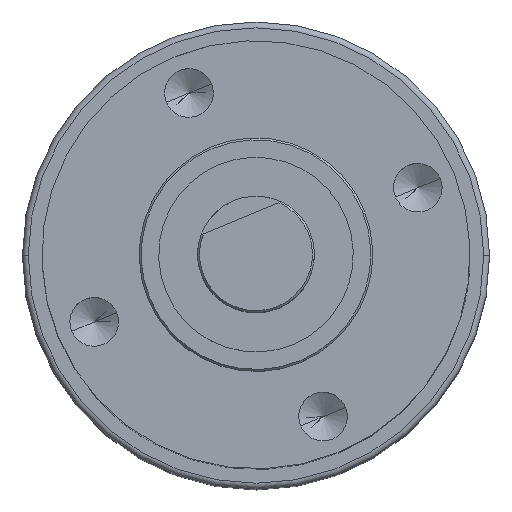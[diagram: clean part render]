
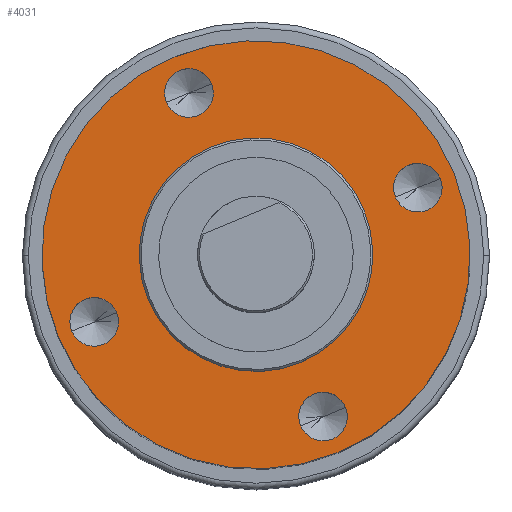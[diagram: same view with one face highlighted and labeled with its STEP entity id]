
A CAD part, top view. The second image highlights one B-rep face of the part: STEP entity #4031.
In plain terms, the highlighted face is planar.
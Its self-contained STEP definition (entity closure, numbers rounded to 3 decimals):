
#37 = EDGE_CURVE ( 'NONE', #2865, #5459, #4163, .T. ) ;
#42 = CIRCLE ( 'NONE', #1948, 1.25 ) ;
#45 = CARTESIAN_POINT ( 'NONE',  ( 7.75, 0., 0. ) ) ;
#76 = DIRECTION ( 'NONE',  ( -1., 0., 0. ) ) ;
#86 = DIRECTION ( 'NONE',  ( -1., 0., 0. ) ) ;
#192 = DIRECTION ( 'NONE',  ( -1., 0., 0. ) ) ;
#240 = EDGE_LOOP ( 'NONE', ( #1802, #5150 ) ) ;
#259 = DIRECTION ( 'NONE',  ( 1., 0., 0. ) ) ;
#280 = ORIENTED_EDGE ( 'NONE', *, *, #5754, .T. ) ;
#340 = VERTEX_POINT ( 'NONE', #5136 ) ;
#448 = DIRECTION ( 'NONE',  ( 0., 0., 1. ) ) ;
#541 = DIRECTION ( 'NONE',  ( 0., 0., 1. ) ) ;
#568 = VERTEX_POINT ( 'NONE', #5361 ) ;
#617 = ORIENTED_EDGE ( 'NONE', *, *, #3422, .T. ) ;
#676 = EDGE_CURVE ( 'NONE', #1210, #3356, #3415, .T. ) ;
#752 = VERTEX_POINT ( 'NONE', #1676 ) ;
#793 = CARTESIAN_POINT ( 'NONE',  ( 1.25, 9., 0. ) ) ;
#853 = FACE_OUTER_BOUND ( 'NONE', #240, .T. ) ;
#1011 = VERTEX_POINT ( 'NONE', #4742 ) ;
#1055 = CARTESIAN_POINT ( 'NONE',  ( 0., -9., 0. ) ) ;
#1113 = CARTESIAN_POINT ( 'NONE',  ( 0., 9., 0. ) ) ;
#1118 = AXIS2_PLACEMENT_3D ( 'NONE', #5845, #3011, #86 ) ;
#1176 = CIRCLE ( 'NONE', #2758, 1.25 ) ;
#1210 = VERTEX_POINT ( 'NONE', #4423 ) ;
#1329 = EDGE_LOOP ( 'NONE', ( #3308, #2292 ) ) ;
#1363 = ORIENTED_EDGE ( 'NONE', *, *, #4215, .F. ) ;
#1396 = EDGE_LOOP ( 'NONE', ( #4625, #4447 ) ) ;
#1406 = DIRECTION ( 'NONE',  ( 1., 0., 0. ) ) ;
#1474 = CARTESIAN_POINT ( 'NONE',  ( 0., 9., 0. ) ) ;
#1555 = DIRECTION ( 'NONE',  ( -1., 0., 0. ) ) ;
#1610 = DIRECTION ( 'NONE',  ( -1., 0., 0. ) ) ;
#1648 = AXIS2_PLACEMENT_3D ( 'NONE', #3460, #541, #3947 ) ;
#1661 = CARTESIAN_POINT ( 'NONE',  ( 9., 0., 0. ) ) ;
#1676 = CARTESIAN_POINT ( 'NONE',  ( 11., 0., 0. ) ) ;
#1734 = EDGE_LOOP ( 'NONE', ( #4964, #4945 ) ) ;
#1769 = CIRCLE ( 'NONE', #5526, 1.25 ) ;
#1802 = ORIENTED_EDGE ( 'NONE', *, *, #1954, .F. ) ;
#1814 = CARTESIAN_POINT ( 'NONE',  ( 9., 0., 0. ) ) ;
#1837 = CARTESIAN_POINT ( 'NONE',  ( 0., 0., 0. ) ) ;
#1879 = CARTESIAN_POINT ( 'NONE',  ( 0., 0., 0. ) ) ;
#1882 = EDGE_CURVE ( 'NONE', #5459, #2865, #42, .T. ) ;
#1948 = AXIS2_PLACEMENT_3D ( 'NONE', #5951, #3122, #192 ) ;
#1954 = EDGE_CURVE ( 'NONE', #340, #752, #2187, .T. ) ;
#1965 = DIRECTION ( 'NONE',  ( -1., 0., 0. ) ) ;
#2138 = DIRECTION ( 'NONE',  ( -1., 0., 0. ) ) ;
#2152 = FACE_BOUND ( 'NONE', #3008, .T. ) ;
#2187 = CIRCLE ( 'NONE', #4524, 11. ) ;
#2292 = ORIENTED_EDGE ( 'NONE', *, *, #3653, .F. ) ;
#2301 = FACE_BOUND ( 'NONE', #1396, .T. ) ;
#2312 = DIRECTION ( 'NONE',  ( 1., 0., 0. ) ) ;
#2383 = DIRECTION ( 'NONE',  ( -1., 0., 0. ) ) ;
#2459 = FACE_BOUND ( 'NONE', #1329, .T. ) ;
#2572 = AXIS2_PLACEMENT_3D ( 'NONE', #1055, #4433, #1555 ) ;
#2633 = CARTESIAN_POINT ( 'NONE',  ( -6., 0., 0. ) ) ;
#2758 = AXIS2_PLACEMENT_3D ( 'NONE', #1474, #4847, #1965 ) ;
#2823 = CARTESIAN_POINT ( 'NONE',  ( -7.75, 0., 0. ) ) ;
#2865 = VERTEX_POINT ( 'NONE', #2823 ) ;
#2899 = EDGE_LOOP ( 'NONE', ( #1363, #4813 ) ) ;
#2972 = VERTEX_POINT ( 'NONE', #4340 ) ;
#2975 = EDGE_CURVE ( 'NONE', #3356, #1210, #1176, .T. ) ;
#3003 = DIRECTION ( 'NONE',  ( 0., 0., -1. ) ) ;
#3008 = EDGE_LOOP ( 'NONE', ( #617, #280 ) ) ;
#3011 = DIRECTION ( 'NONE',  ( 0., 0., -1. ) ) ;
#3122 = DIRECTION ( 'NONE',  ( 0., 0., -1. ) ) ;
#3186 = DIRECTION ( 'NONE',  ( 0., 0., 1. ) ) ;
#3230 = VERTEX_POINT ( 'NONE', #2633 ) ;
#3308 = ORIENTED_EDGE ( 'NONE', *, *, #3375, .F. ) ;
#3356 = VERTEX_POINT ( 'NONE', #793 ) ;
#3369 = CARTESIAN_POINT ( 'NONE',  ( 0., 0., 0. ) ) ;
#3375 = EDGE_CURVE ( 'NONE', #5435, #1011, #5161, .T. ) ;
#3415 = CIRCLE ( 'NONE', #5735, 1.25 ) ;
#3422 = EDGE_CURVE ( 'NONE', #2972, #3230, #5016, .T. ) ;
#3438 = FACE_BOUND ( 'NONE', #2899, .T. ) ;
#3460 = CARTESIAN_POINT ( 'NONE',  ( 0., 0., 0. ) ) ;
#3592 = FACE_BOUND ( 'NONE', #1734, .T. ) ;
#3617 = VERTEX_POINT ( 'NONE', #4495 ) ;
#3653 = EDGE_CURVE ( 'NONE', #1011, #5435, #5237, .T. ) ;
#3865 = DIRECTION ( 'NONE',  ( 1., 0., 0. ) ) ;
#3947 = DIRECTION ( 'NONE',  ( 1., 0., 0. ) ) ;
#4031 = ADVANCED_FACE ( 'NONE', ( #3592, #2301, #2459, #3438, #2152, #853 ), #6148, .F. ) ;
#4163 = CIRCLE ( 'NONE', #1118, 1.25 ) ;
#4215 = EDGE_CURVE ( 'NONE', #3617, #568, #5075, .T. ) ;
#4249 = AXIS2_PLACEMENT_3D ( 'NONE', #1814, #5164, #2383 ) ;
#4296 = DIRECTION ( 'NONE',  ( 0., 0., 1. ) ) ;
#4317 = CIRCLE ( 'NONE', #5681, 6. ) ;
#4340 = CARTESIAN_POINT ( 'NONE',  ( 6., 0., 0. ) ) ;
#4423 = CARTESIAN_POINT ( 'NONE',  ( -1.25, 9., 0. ) ) ;
#4433 = DIRECTION ( 'NONE',  ( 0., 0., -1. ) ) ;
#4447 = ORIENTED_EDGE ( 'NONE', *, *, #37, .F. ) ;
#4490 = DIRECTION ( 'NONE',  ( 0., 0., -1. ) ) ;
#4495 = CARTESIAN_POINT ( 'NONE',  ( -1.25, -9., 0. ) ) ;
#4524 = AXIS2_PLACEMENT_3D ( 'NONE', #6007, #3186, #259 ) ;
#4616 = AXIS2_PLACEMENT_3D ( 'NONE', #1879, #4296, #1406 ) ;
#4625 = ORIENTED_EDGE ( 'NONE', *, *, #1882, .F. ) ;
#4742 = CARTESIAN_POINT ( 'NONE',  ( 10.25, 0., 0. ) ) ;
#4813 = ORIENTED_EDGE ( 'NONE', *, *, #4831, .F. ) ;
#4831 = EDGE_CURVE ( 'NONE', #568, #3617, #1769, .T. ) ;
#4847 = DIRECTION ( 'NONE',  ( 0., 0., -1. ) ) ;
#4850 = CIRCLE ( 'NONE', #1648, 11. ) ;
#4907 = CARTESIAN_POINT ( 'NONE',  ( -10.25, 0., 0. ) ) ;
#4945 = ORIENTED_EDGE ( 'NONE', *, *, #2975, .F. ) ;
#4964 = ORIENTED_EDGE ( 'NONE', *, *, #676, .F. ) ;
#5016 = CIRCLE ( 'NONE', #6128, 6. ) ;
#5019 = DIRECTION ( 'NONE',  ( 0., 0., -1. ) ) ;
#5075 = CIRCLE ( 'NONE', #2572, 1.25 ) ;
#5136 = CARTESIAN_POINT ( 'NONE',  ( -11., 0., 0. ) ) ;
#5150 = ORIENTED_EDGE ( 'NONE', *, *, #5423, .F. ) ;
#5161 = CIRCLE ( 'NONE', #4249, 1.25 ) ;
#5164 = DIRECTION ( 'NONE',  ( 0., 0., -1. ) ) ;
#5184 = DIRECTION ( 'NONE',  ( 0., 0., 1. ) ) ;
#5237 = CIRCLE ( 'NONE', #5786, 1.25 ) ;
#5361 = CARTESIAN_POINT ( 'NONE',  ( 1.25, -9., 0. ) ) ;
#5423 = EDGE_CURVE ( 'NONE', #752, #340, #4850, .T. ) ;
#5435 = VERTEX_POINT ( 'NONE', #45 ) ;
#5459 = VERTEX_POINT ( 'NONE', #4907 ) ;
#5526 = AXIS2_PLACEMENT_3D ( 'NONE', #5835, #3003, #76 ) ;
#5681 = AXIS2_PLACEMENT_3D ( 'NONE', #1837, #5184, #2312 ) ;
#5735 = AXIS2_PLACEMENT_3D ( 'NONE', #1113, #4490, #1610 ) ;
#5754 = EDGE_CURVE ( 'NONE', #3230, #2972, #4317, .T. ) ;
#5786 = AXIS2_PLACEMENT_3D ( 'NONE', #1661, #5019, #2138 ) ;
#5835 = CARTESIAN_POINT ( 'NONE',  ( 0., -9., 0. ) ) ;
#5845 = CARTESIAN_POINT ( 'NONE',  ( -9., 0., 0. ) ) ;
#5951 = CARTESIAN_POINT ( 'NONE',  ( -9., 0., 0. ) ) ;
#6007 = CARTESIAN_POINT ( 'NONE',  ( 0., 0., 0. ) ) ;
#6128 = AXIS2_PLACEMENT_3D ( 'NONE', #3369, #448, #3865 ) ;
#6148 = PLANE ( 'NONE',  #4616 ) ;
